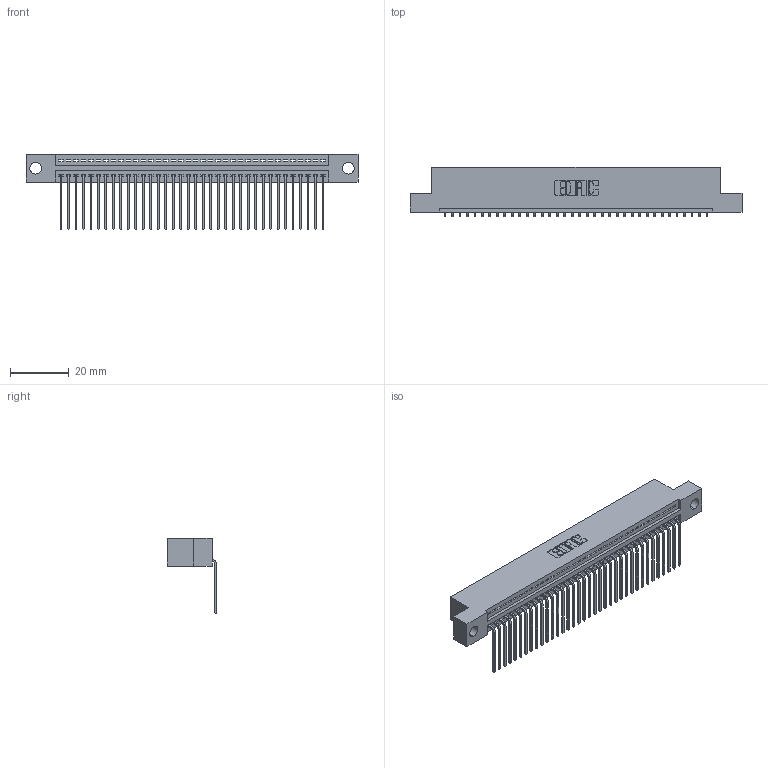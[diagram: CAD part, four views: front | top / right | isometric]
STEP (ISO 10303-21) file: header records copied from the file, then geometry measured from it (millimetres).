
FILE_DESCRIPTION (( 'STEP AP203' ), '1' );
FILE_NAME ('395-036-559-104.STEP', '2018-11-13T21:42:06', ( '' ), ( '' ), 'SwSTEP 2.0', 'SolidWorks 2016', '' );
FILE_SCHEMA (( 'CONFIG_CONTROL_DESIGN' ));
Length unit declared in the file: inch
Products named in the file (3): 345-292-001_558 559 Tail - 1; 345 Part_Flush Mounting Lugs - 0.156 Dia-TH; 395-036-559-104
Assembly tree (37 placements, depth 2):
  395-036-559-104
    345 Part_Flush Mounting Lugs - 0.156 Dia-TH
    345-292-001_558 559 Tail - 1  x36
Bounding box: 112.65 x 16.75 x 25.53 mm (x, y, z)
Volume: 10682.5 mm3; surface area: 14628 mm2
Topology: 37 solids, 37 shells, 2286 faces, 6893 edges, 4546 vertices
Faces by surface type: plane 1592, cylinder 694
Entity records: 27989 total; most frequent: CARTESIAN_POINT 4856, ORIENTED_EDGE 4826, DIRECTION 4249, EDGE_CURVE 2413, VECTOR 2137, LINE 2137, VERTEX_POINT 1606, AXIS2_PLACEMENT_3D 1056
